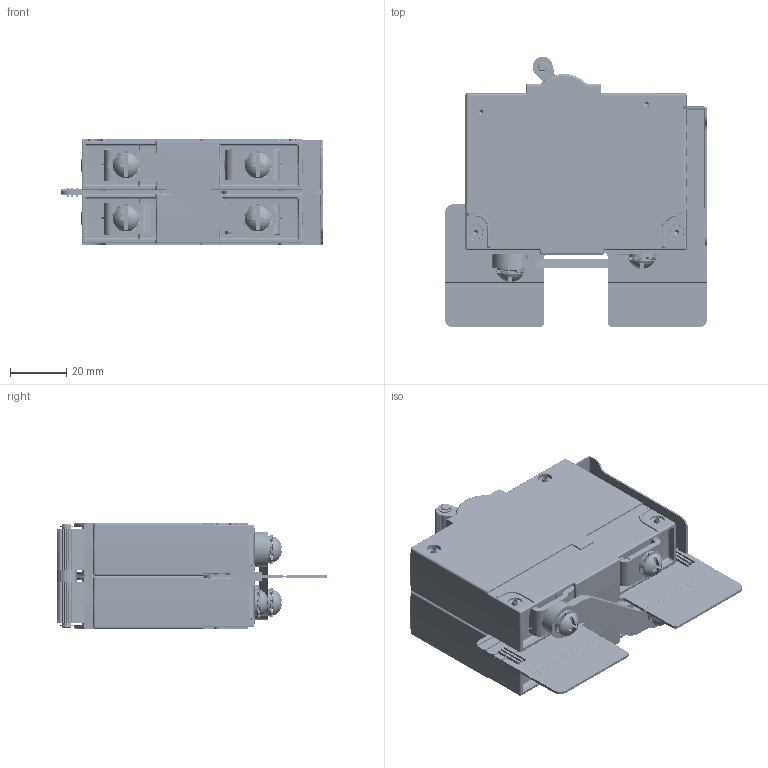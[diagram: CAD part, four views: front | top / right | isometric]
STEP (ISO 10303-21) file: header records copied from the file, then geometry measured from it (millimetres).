
FILE_DESCRIPTION((''),'2;1');
FILE_NAME('CX2_SCREW_JUMPER_SW0001','2011-12-01T',('danboyden'),(''),'PRO/ENGINEER BY PARAMETRIC TECHNOLOGY CORPORATION, 2010280','PRO/ENGINEER BY PARAMETRIC TECHNOLOGY CORPORATION, 2010280','');
FILE_SCHEMA(('CONFIG_CONTROL_DESIGN'));
Products named in the file (1): CX2_SCREW_JUMPER_SW0001
Bounding box: 93.27 x 96.08 x 37.8 mm (x, y, z)
Volume: 72051.7 mm3; surface area: 87121.1 mm2
Topology: 16 solids, 16 shells, 6844 faces, 18247 edges, 11543 vertices
Faces by surface type: plane 3533, cylinder 2082, sphere 353, bspline 328, cone 213, extrusion 199, torus 136
Entity records: 254347 total; most frequent: CARTESIAN_POINT 88370, ORIENTED_EDGE 36438, DIRECTION 31801, EDGE_CURVE 18219, VECTOR 11967, LINE 11768, VERTEX_POINT 11543, AXIS2_PLACEMENT_3D 9917
